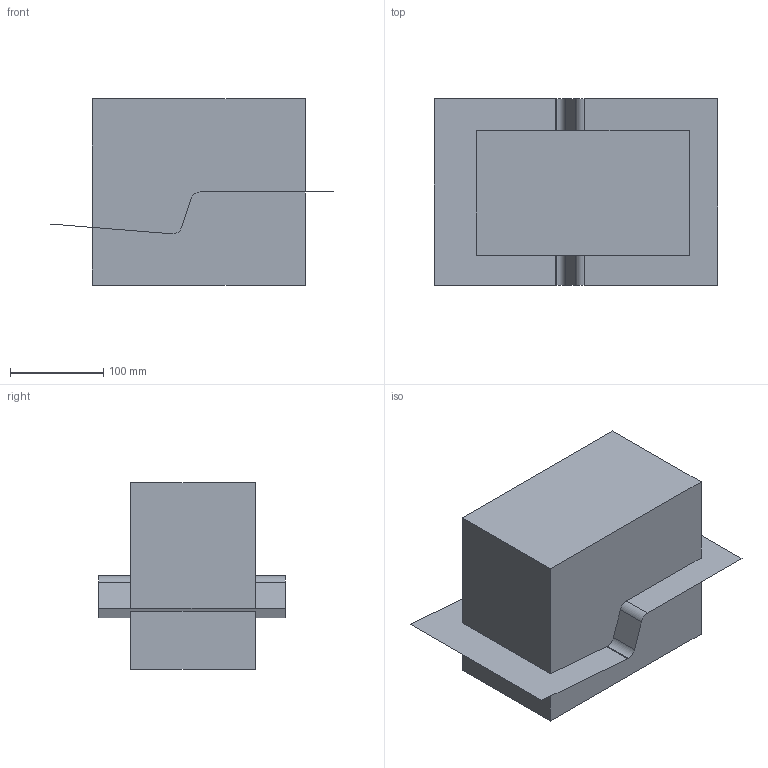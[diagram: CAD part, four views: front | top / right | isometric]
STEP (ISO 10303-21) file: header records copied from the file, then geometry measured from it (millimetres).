
FILE_DESCRIPTION (( 'STEP AP203' ), '1' );
FILE_NAME ('24121690_02_1-modified parting surface.STEP', '2021-09-15T07:37:03', ( '' ), ( '' ), 'SwSTEP 2.0', 'SolidWorks 2016', '' );
FILE_SCHEMA (( 'CONFIG_CONTROL_DESIGN' ));
Products named in the file (1): 24121690_02_1-modified parting surface
Bounding box: 303.62 x 200 x 200 mm (x, y, z)
Surface area: 369406.1 mm2 (no closed solid volume)
Topology: 0 solids, 6 shells, 283 faces, 697 edges, 415 vertices
Faces by surface type: bspline 132, cylinder 91, plane 52, torus 8
Entity records: 42313 total; most frequent: CARTESIAN_POINT 36711, ORIENTED_EDGE 1315, DIRECTION 875, EDGE_CURVE 689, VERTEX_POINT 415, AXIS2_PLACEMENT_3D 326, EDGE_LOOP 286, ADVANCED_FACE 283
